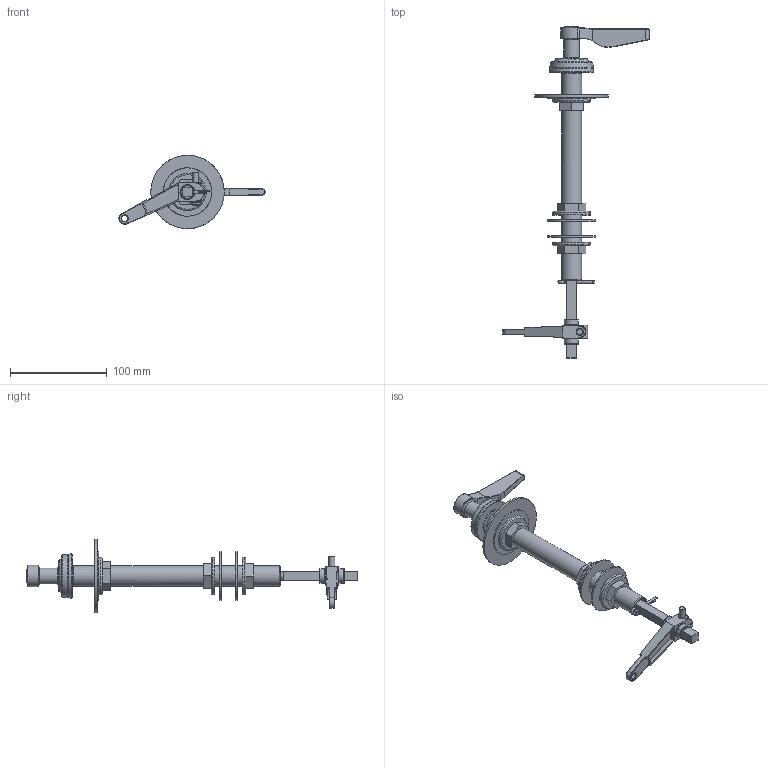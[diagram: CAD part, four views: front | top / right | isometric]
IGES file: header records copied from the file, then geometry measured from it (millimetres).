
Global section: file name: T1077EXT-LA; native system: Autodesk Inventor 2020; preprocessor: unknown; author: rclarke; date: 20200520.120004; units: millimetre
Bounding box: 151.26 x 343.73 x 75.96 mm (x, y, z)
Volume: 141607.7 mm3; surface area: 89735.1 mm2
Topology: 15 solids, 15 shells, 296 faces, 750 edges, 495 vertices
Faces by surface type: bspline 296
